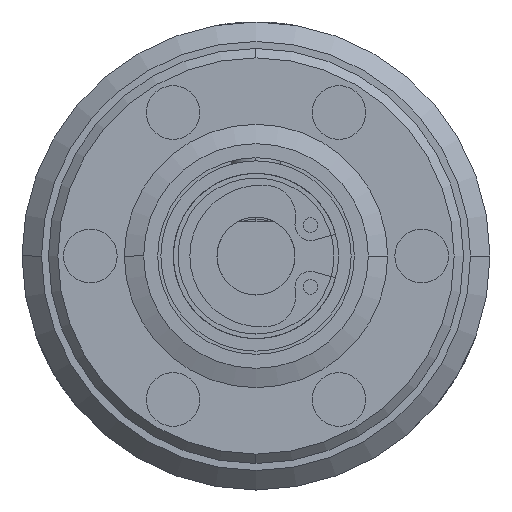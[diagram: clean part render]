
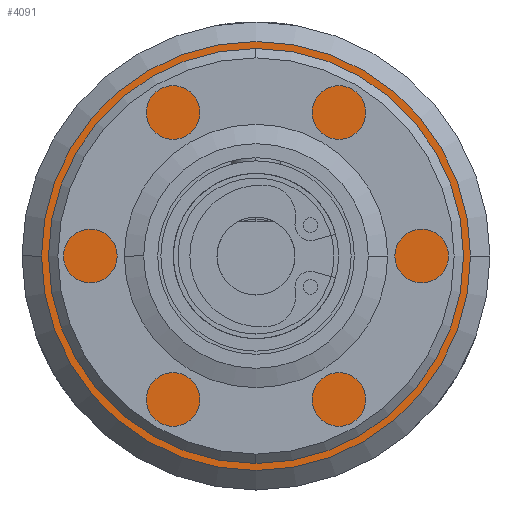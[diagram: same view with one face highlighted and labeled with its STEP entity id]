
A CAD part, front view. The second image highlights one B-rep face of the part: STEP entity #4091.
In plain terms, the highlighted planar face has unit normal (0, -1, 0).
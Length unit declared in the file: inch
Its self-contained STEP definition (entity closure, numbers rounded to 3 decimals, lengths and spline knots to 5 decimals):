
#6 = CARTESIAN_POINT ( 'NONE',  ( -0.6875, 2., 0. ) ) ;
#26 = CARTESIAN_POINT ( 'NONE',  ( 0.375, 2., 0. ) ) ;
#61 = CARTESIAN_POINT ( 'NONE',  ( -0.375, 2., 0. ) ) ;
#1678 = DIRECTION ( 'NONE',  ( 1., 0., 0. ) ) ;
#1694 = DIRECTION ( 'NONE',  ( 0., -1., 0. ) ) ;
#1705 = CARTESIAN_POINT ( 'NONE',  ( 0., 2., 0. ) ) ;
#1800 = DIRECTION ( 'NONE',  ( 1., 0., 0. ) ) ;
#1811 = DIRECTION ( 'NONE',  ( 0., -1., 0. ) ) ;
#1863 = CARTESIAN_POINT ( 'NONE',  ( 0., 2., 0. ) ) ;
#2486 = AXIS2_PLACEMENT_3D ( 'NONE', #3714, #3692, #3805 ) ;
#2510 = AXIS2_PLACEMENT_3D ( 'NONE', #1863, #1811, #1800 ) ;
#2511 = AXIS2_PLACEMENT_3D ( 'NONE', #1705, #1694, #1678 ) ;
#2740 = AXIS2_PLACEMENT_3D ( 'NONE', #11612, #4760, #4775 ) ;
#2743 = AXIS2_PLACEMENT_3D ( 'NONE', #11928, #11813, #11814 ) ;
#2897 = CIRCLE ( 'NONE', #2743, 0.6875 ) ;
#2987 = CIRCLE ( 'NONE', #2510, 0.6875 ) ;
#3020 = CIRCLE ( 'NONE', #2511, 0.375 ) ;
#3095 = CIRCLE ( 'NONE', #2486, 0.375 ) ;
#3692 = DIRECTION ( 'NONE',  ( 0., -1., 0. ) ) ;
#3714 = CARTESIAN_POINT ( 'NONE',  ( 0., 2., 0. ) ) ;
#3805 = DIRECTION ( 'NONE',  ( 1., 0., 0. ) ) ;
#4091 = ADVANCED_FACE ( 'NONE', ( #9877, #9865 ), #11595, .T. ) ;
#4760 = DIRECTION ( 'NONE',  ( 0., -1., 0. ) ) ;
#4775 = DIRECTION ( 'NONE',  ( 1., 0., 0. ) ) ;
#4862 = EDGE_CURVE ( 'NONE', #11217, #10686, #2897, .T. ) ;
#4958 = EDGE_CURVE ( 'NONE', #10686, #11217, #2987, .T. ) ;
#4984 = EDGE_CURVE ( 'NONE', #10853, #10802, #3020, .T. ) ;
#5089 = EDGE_CURVE ( 'NONE', #10802, #10853, #3095, .T. ) ;
#7183 = ORIENTED_EDGE ( 'NONE', *, *, #4958, .T. ) ;
#7714 = ORIENTED_EDGE ( 'NONE', *, *, #4862, .T. ) ;
#7717 = ORIENTED_EDGE ( 'NONE', *, *, #5089, .F. ) ;
#7742 = ORIENTED_EDGE ( 'NONE', *, *, #4984, .F. ) ;
#9536 = EDGE_LOOP ( 'NONE', ( #7742, #7717 ) ) ;
#9567 = EDGE_LOOP ( 'NONE', ( #7714, #7183 ) ) ;
#9865 = FACE_BOUND ( 'NONE', #9536, .T. ) ;
#9877 = FACE_OUTER_BOUND ( 'NONE', #9567, .T. ) ;
#10092 = CARTESIAN_POINT ( 'NONE',  ( 0.6875, 2., 0. ) ) ;
#10686 = VERTEX_POINT ( 'NONE', #10092 ) ;
#10802 = VERTEX_POINT ( 'NONE', #61 ) ;
#10853 = VERTEX_POINT ( 'NONE', #26 ) ;
#11217 = VERTEX_POINT ( 'NONE', #6 ) ;
#11595 = PLANE ( 'NONE',  #2740 ) ;
#11612 = CARTESIAN_POINT ( 'NONE',  ( 0., 2., 0. ) ) ;
#11813 = DIRECTION ( 'NONE',  ( 0., -1., 0. ) ) ;
#11814 = DIRECTION ( 'NONE',  ( 1., 0., 0. ) ) ;
#11928 = CARTESIAN_POINT ( 'NONE',  ( 0., 2., 0. ) ) ;
